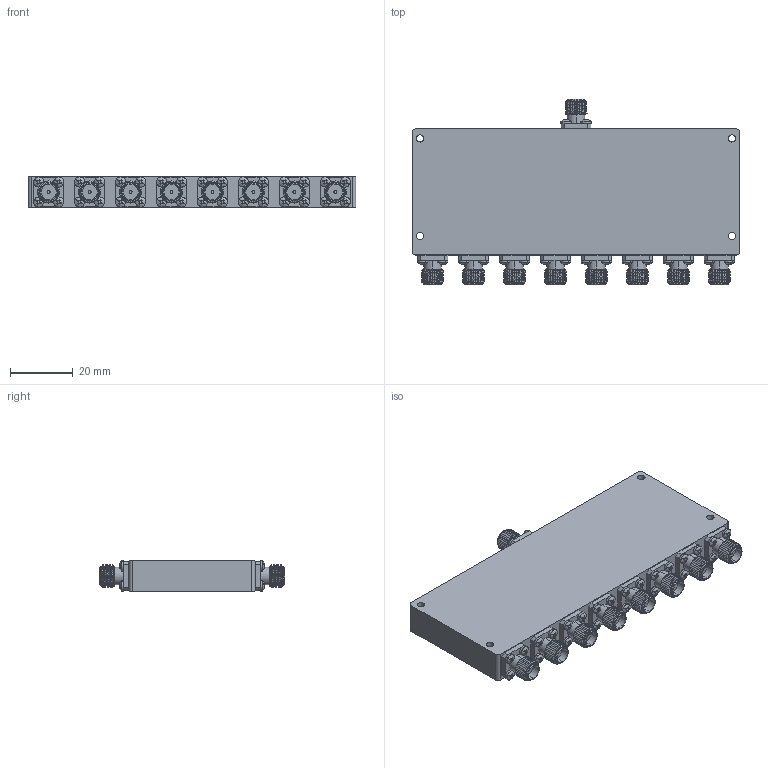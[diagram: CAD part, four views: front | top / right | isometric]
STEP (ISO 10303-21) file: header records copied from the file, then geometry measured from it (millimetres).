
FILE_DESCRIPTION (( 'STEP AP214' ), '1' );
FILE_NAME ('CS-K8-SR1, Defeatured.STEP', '2023-08-08T23:46:11', ( '' ), ( '' ), 'SwSTEP 2.0', 'SolidWorks 2021', '' );
FILE_SCHEMA (( 'AUTOMOTIVE_DESIGN' ));
Length unit declared in the file: inch
Products named in the file (1): CS-K8-SR1, Defeatured
Bounding box: 104 x 59 x 10 mm (x, y, z)
Volume: 44579.2 mm3; surface area: 18812.9 mm2
Topology: 46 solids, 46 shells, 1548 faces, 4053 edges, 2669 vertices
Faces by surface type: plane 699, cylinder 633, cone 117, sphere 72, bspline 27
Entity records: 66782 total; most frequent: CARTESIAN_POINT 28917, ORIENTED_EDGE 8070, DIRECTION 7787, EDGE_CURVE 4035, AXIS2_PLACEMENT_3D 3130, VERTEX_POINT 2669, EDGE_LOOP 1718, CIRCLE 1608
